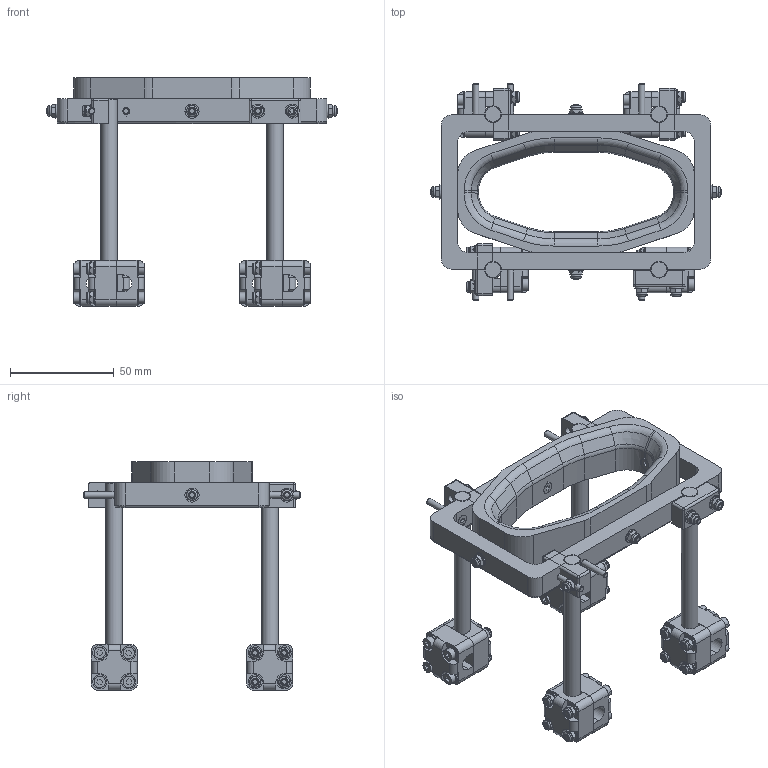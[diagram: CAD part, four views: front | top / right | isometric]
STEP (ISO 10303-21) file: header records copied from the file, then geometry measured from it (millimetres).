
FILE_DESCRIPTION(/* description */ ('Alibre Inc.'),/* implementation_level */ '2;1');
FILE_NAME(/* name */ 'export0',/* time_stamp */ '2012-08-02T18:34:50+02:00',/* author */ (''),/* organization */ (''),/* preprocessor_version */ 'ST-DEVELOPER v12',/* originating_system */ 'Alibre',/* authorisation */ '');
FILE_SCHEMA (('AUTOMOTIVE_DESIGN'));
Length unit declared in the file: centimetre
Products named in the file (15): ID_1
Bounding box: 140 x 104.3 x 110 mm (x, y, z)
Volume: 158756.9 mm3; surface area: 83828.4 mm2
Topology: 118 solids, 118 shells, 1990 faces, 4584 edges, 2916 vertices
Faces by surface type: plane 950, cylinder 684, cone 268, torus 80, sphere 8
Full cylindrical faces by diameter (mm): 3 x28, 3.4 x32, 8 x4
Entity records: 11590 total; most frequent: CARTESIAN_POINT 2139, DIRECTION 1843, ORIENTED_EDGE 1842, EDGE_CURVE 921, AXIS2_PLACEMENT_3D 766, VERTEX_POINT 590, VECTOR 499, LINE 499
